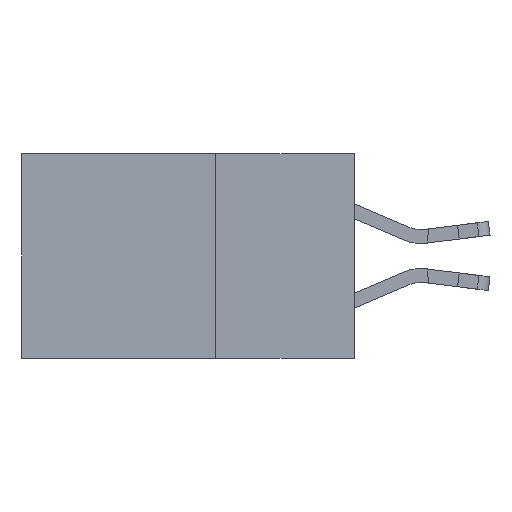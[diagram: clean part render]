
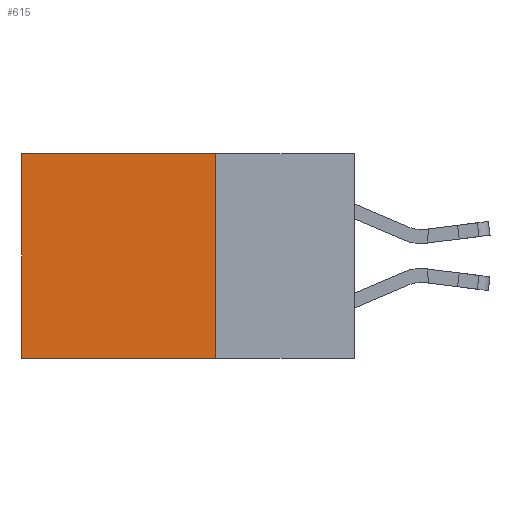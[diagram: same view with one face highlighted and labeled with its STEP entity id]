
A CAD part, left-side view. The second image highlights one B-rep face of the part: STEP entity #615.
In plain terms, the highlighted planar face has unit normal (-1, 0, 0).
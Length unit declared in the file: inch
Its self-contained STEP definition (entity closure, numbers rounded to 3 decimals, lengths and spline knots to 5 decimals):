
#223 = CARTESIAN_POINT ( 'NONE',  ( 0.298, 0.25, -0.37 ) ) ;
#409 = ORIENTED_EDGE ( 'NONE', *, *, #1486, .F. ) ;
#441 = AXIS2_PLACEMENT_3D ( 'NONE', #1567, #10959, #1835 ) ;
#615 = ADVANCED_FACE ( 'NONE', ( #10445 ), #3289, .F. ) ;
#1486 = EDGE_CURVE ( 'NONE', #7700, #7475, #3941, .T. ) ;
#1567 = CARTESIAN_POINT ( 'NONE',  ( 0.298, 0.25, 0. ) ) ;
#1835 = DIRECTION ( 'NONE',  ( 0., 0., -1. ) ) ;
#2443 = CARTESIAN_POINT ( 'NONE',  ( 0.298, 0.25, 0. ) ) ;
#3084 = CARTESIAN_POINT ( 'NONE',  ( 0.298, 0.25, -0.37 ) ) ;
#3130 = CARTESIAN_POINT ( 'NONE',  ( 0.298, 0.25, 0. ) ) ;
#3289 = PLANE ( 'NONE',  #441 ) ;
#3493 = DIRECTION ( 'NONE',  ( 0., 1., 0. ) ) ;
#3677 = ORIENTED_EDGE ( 'NONE', *, *, #10706, .F. ) ;
#3712 = ORIENTED_EDGE ( 'NONE', *, *, #8945, .T. ) ;
#3941 = LINE ( 'NONE', #3084, #11259 ) ;
#4971 = CARTESIAN_POINT ( 'NONE',  ( 0.298, 0.25, 0. ) ) ;
#5610 = CARTESIAN_POINT ( 'NONE',  ( 0.298, 0.6, 0. ) ) ;
#5778 = DIRECTION ( 'NONE',  ( 0., 1., 0. ) ) ;
#6409 = VERTEX_POINT ( 'NONE', #2443 ) ;
#6503 = DIRECTION ( 'NONE',  ( 0., 0., -1. ) ) ;
#6551 = VERTEX_POINT ( 'NONE', #11382 ) ;
#6884 = VECTOR ( 'NONE', #5778, 39.37008 ) ;
#7475 = VERTEX_POINT ( 'NONE', #8913 ) ;
#7627 = EDGE_LOOP ( 'NONE', ( #9422, #409, #3677, #3712 ) ) ;
#7700 = VERTEX_POINT ( 'NONE', #223 ) ;
#8287 = EDGE_CURVE ( 'NONE', #6551, #7475, #11414, .T. ) ;
#8346 = VECTOR ( 'NONE', #9414, 39.37008 ) ;
#8623 = LINE ( 'NONE', #4971, #8346 ) ;
#8913 = CARTESIAN_POINT ( 'NONE',  ( 0.298, 0.6, -0.37 ) ) ;
#8945 = EDGE_CURVE ( 'NONE', #6409, #6551, #11263, .T. ) ;
#9091 = VECTOR ( 'NONE', #6503, 39.37008 ) ;
#9414 = DIRECTION ( 'NONE',  ( 0., 0., -1. ) ) ;
#9422 = ORIENTED_EDGE ( 'NONE', *, *, #8287, .T. ) ;
#10445 = FACE_OUTER_BOUND ( 'NONE', #7627, .T. ) ;
#10706 = EDGE_CURVE ( 'NONE', #6409, #7700, #8623, .T. ) ;
#10959 = DIRECTION ( 'NONE',  ( 1., 0., 0. ) ) ;
#11259 = VECTOR ( 'NONE', #3493, 39.37008 ) ;
#11263 = LINE ( 'NONE', #3130, #6884 ) ;
#11382 = CARTESIAN_POINT ( 'NONE',  ( 0.298, 0.6, 0. ) ) ;
#11414 = LINE ( 'NONE', #5610, #9091 ) ;
